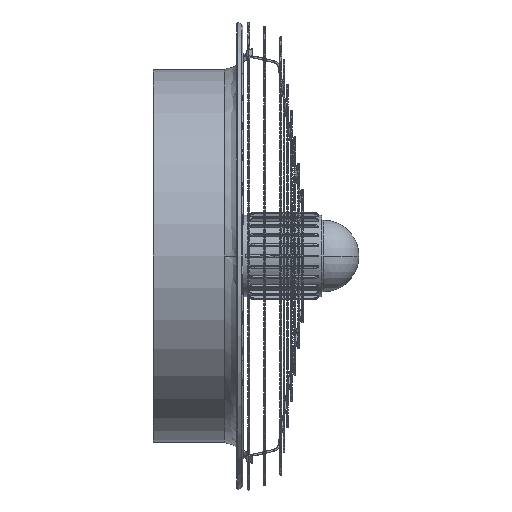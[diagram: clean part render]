
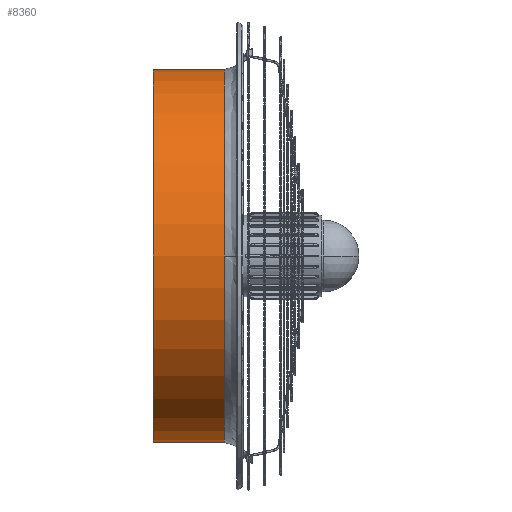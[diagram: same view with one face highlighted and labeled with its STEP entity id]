
A CAD part, front view. The second image highlights one B-rep face of the part: STEP entity #8360.
In plain terms, the highlighted cylindrical face has radius 307 mm (diameter 614 mm), a partial arc.
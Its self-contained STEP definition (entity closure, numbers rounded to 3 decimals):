
#803 = CARTESIAN_POINT ( 'NONE',  ( -269.034, -464., 307. ) ) ;
#1688 = EDGE_CURVE ( 'NONE', #30384, #19141, #13452, .T. ) ;
#2433 = VERTEX_POINT ( 'NONE', #803 ) ;
#2440 = EDGE_CURVE ( 'NONE', #30384, #20076, #5524, .T. ) ;
#4090 = EDGE_CURVE ( 'NONE', #2433, #9687, #40504, .T. ) ;
#4324 = DIRECTION ( 'NONE',  ( 0., 0., -1. ) ) ;
#5524 = CIRCLE ( 'NONE', #24635, 307. ) ;
#7893 = DIRECTION ( 'NONE',  ( -1., 0., 0. ) ) ;
#8360 = ADVANCED_FACE ( 'NONE', ( #27706 ), #17337, .T. ) ;
#8845 = CARTESIAN_POINT ( 'NONE',  ( -269.034, -464., 0. ) ) ;
#9493 = ORIENTED_EDGE ( 'NONE', *, *, #4090, .T. ) ;
#9687 = VERTEX_POINT ( 'NONE', #38052 ) ;
#11558 = AXIS2_PLACEMENT_3D ( 'NONE', #40452, #24631, #28127 ) ;
#12071 = ORIENTED_EDGE ( 'NONE', *, *, #1688, .F. ) ;
#12907 = AXIS2_PLACEMENT_3D ( 'NONE', #16313, #23128, #26232 ) ;
#13314 = ORIENTED_EDGE ( 'NONE', *, *, #2440, .T. ) ;
#13452 = LINE ( 'NONE', #39654, #20741 ) ;
#14717 = DIRECTION ( 'NONE',  ( -1., 0., 0. ) ) ;
#16060 = ORIENTED_EDGE ( 'NONE', *, *, #30900, .T. ) ;
#16313 = CARTESIAN_POINT ( 'NONE',  ( -386.034, -464., 0. ) ) ;
#17337 = CYLINDRICAL_SURFACE ( 'NONE', #11558, 307. ) ;
#17865 = CARTESIAN_POINT ( 'NONE',  ( -327.534, -464., 307. ) ) ;
#18768 = CIRCLE ( 'NONE', #12907, 307. ) ;
#18912 = DIRECTION ( 'NONE',  ( 0., 0., -1. ) ) ;
#19141 = VERTEX_POINT ( 'NONE', #37728 ) ;
#20076 = VERTEX_POINT ( 'NONE', #37653 ) ;
#20098 = EDGE_CURVE ( 'NONE', #9687, #19141, #18768, .T. ) ;
#20741 = VECTOR ( 'NONE', #27448, 1000. ) ;
#23128 = DIRECTION ( 'NONE',  ( 1., 0., 0. ) ) ;
#24631 = DIRECTION ( 'NONE',  ( -1., 0., 0. ) ) ;
#24635 = AXIS2_PLACEMENT_3D ( 'NONE', #26178, #35251, #4324 ) ;
#24761 = VECTOR ( 'NONE', #14717, 1000. ) ;
#25897 = ORIENTED_EDGE ( 'NONE', *, *, #20098, .T. ) ;
#26178 = CARTESIAN_POINT ( 'NONE',  ( -269.034, -464., 0. ) ) ;
#26232 = DIRECTION ( 'NONE',  ( 0., 0., -1. ) ) ;
#26797 = CARTESIAN_POINT ( 'NONE',  ( -269.034, -464., -307. ) ) ;
#27448 = DIRECTION ( 'NONE',  ( -1., 0., 0. ) ) ;
#27706 = FACE_OUTER_BOUND ( 'NONE', #32956, .T. ) ;
#28127 = DIRECTION ( 'NONE',  ( 0., 0., -1. ) ) ;
#30384 = VERTEX_POINT ( 'NONE', #26797 ) ;
#30900 = EDGE_CURVE ( 'NONE', #20076, #2433, #35427, .T. ) ;
#32956 = EDGE_LOOP ( 'NONE', ( #13314, #16060, #9493, #25897, #12071 ) ) ;
#35251 = DIRECTION ( 'NONE',  ( -1., 0., 0. ) ) ;
#35273 = AXIS2_PLACEMENT_3D ( 'NONE', #8845, #7893, #18912 ) ;
#35427 = CIRCLE ( 'NONE', #35273, 307. ) ;
#37653 = CARTESIAN_POINT ( 'NONE',  ( -269.034, -771., 0. ) ) ;
#37728 = CARTESIAN_POINT ( 'NONE',  ( -386.034, -464., -307. ) ) ;
#38052 = CARTESIAN_POINT ( 'NONE',  ( -386.034, -464., 307. ) ) ;
#39654 = CARTESIAN_POINT ( 'NONE',  ( -327.534, -464., -307. ) ) ;
#40452 = CARTESIAN_POINT ( 'NONE',  ( -327.534, -464., 0. ) ) ;
#40504 = LINE ( 'NONE', #17865, #24761 ) ;
